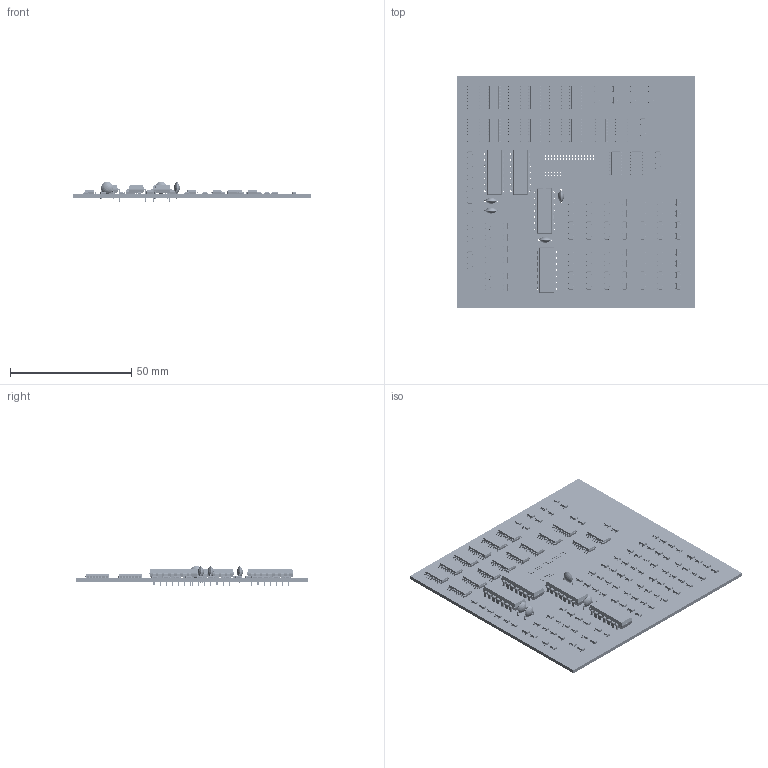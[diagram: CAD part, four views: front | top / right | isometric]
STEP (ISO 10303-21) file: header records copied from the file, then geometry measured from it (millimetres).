
FILE_DESCRIPTION(('KiCad electronic assembly'),'2;1');
FILE_NAME('main_logic.step','2026-01-13T23:01:08',('Pcbnew'),('Kicad'), 'Open CASCADE STEP processor 7.8','KiCad to STEP converter','Unknown' );
FILE_SCHEMA(('AUTOMOTIVE_DESIGN { 1 0 10303 214 1 1 1 1 }'));
Length unit declared in the file: millimetre
Products named in the file (6): main_logic 1; TSOT-23; SOIC-16_3.9x9.9mm_P1.27mm; C_Disc_D5.0mm_W2.5mm_P5.00mm; DIP-14_W7.62mm; main_logic_PCB
Assembly tree (121 placements, depth 2):
  main_logic 1
    TSOT-23  x96
    SOIC-16_3.9x9.9mm_P1.27mm  x16
    C_Disc_D5.0mm_W2.5mm_P5.00mm  x4
    DIP-14_W7.62mm  x4
    main_logic_PCB
Bounding box: 98.5 x 95.5 x 8.4 mm (x, y, z)
Volume: 17157.7 mm3; surface area: 26267.3 mm2
Topology: 121 solids, 121 shells, 12340 faces, 32738 edges, 20744 vertices
Faces by surface type: plane 8010, cylinder 2418, bspline 1896, revolution 8, sphere 8
Full cylindrical faces by diameter (mm): 0.5 x16, 0.55 x46, 0.8 x64
Entity records: 29132 total; most frequent: CARTESIAN_POINT 4778, ORIENTED_EDGE 3904, DIRECTION 3886, EDGE_CURVE 1952, LINE 1432, VECTOR 1432, VERTEX_POINT 1249, AXIS2_PLACEMENT_3D 1226
